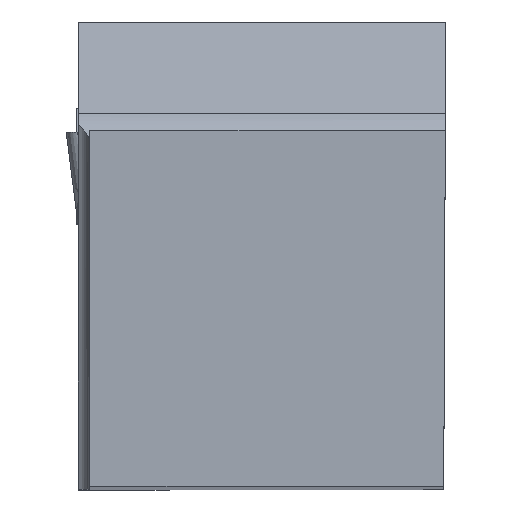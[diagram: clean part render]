
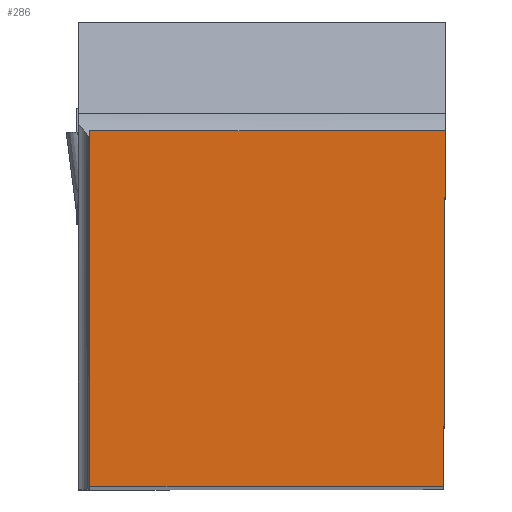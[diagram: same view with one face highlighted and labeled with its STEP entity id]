
A CAD part, top view. The second image highlights one B-rep face of the part: STEP entity #286.
In plain terms, the highlighted planar face has unit normal (0, 0, 1).
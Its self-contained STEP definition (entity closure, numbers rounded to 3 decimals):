
#286=ADVANCED_FACE('CU_BACK_SU1',(#472),#398,.F.);
#398=PLANE('',#2553);
#472=FACE_OUTER_BOUND('',#589,.T.);
#589=EDGE_LOOP('',(#877,#878,#879,#880));
#877=ORIENTED_EDGE('',*,*,#1662,.T.);
#878=ORIENTED_EDGE('',*,*,#1675,.T.);
#879=ORIENTED_EDGE('',*,*,#1678,.T.);
#880=ORIENTED_EDGE('',*,*,#1723,.F.);
#1429=VERTEX_POINT('',#3234);
#1430=VERTEX_POINT('',#3236);
#1438=VERTEX_POINT('',#3257);
#1440=VERTEX_POINT('',#3263);
#1662=EDGE_CURVE('',#1430,#1429,#1997,.T.);
#1675=EDGE_CURVE('',#1429,#1438,#2006,.T.);
#1678=EDGE_CURVE('',#1438,#1440,#2009,.T.);
#1723=EDGE_CURVE('',#1430,#1440,#2044,.T.);
#1997=LINE('',#3235,#2230);
#2006=LINE('',#3258,#2239);
#2009=LINE('',#3264,#2242);
#2044=LINE('',#3389,#2277);
#2230=VECTOR('',#2705,1.);
#2239=VECTOR('',#2724,1.);
#2242=VECTOR('',#2729,1.);
#2277=VECTOR('',#2810,1.);
#2553=AXIS2_PLACEMENT_3D('',#3390,#2811,#2812);
#2705=DIRECTION('',(1.,0.,0.));
#2724=DIRECTION('',(0.004,1.,0.));
#2729=DIRECTION('',(-1.,0.,0.));
#2810=DIRECTION('',(0.,1.,0.));
#2811=DIRECTION('',(0.,0.,-1.));
#2812=DIRECTION('',(0.,-1.,0.));
#3234=CARTESIAN_POINT('',(-0.109,0.,0.));
#3235=CARTESIAN_POINT('',(23.244,0.,0.));
#3236=CARTESIAN_POINT('',(-24.875,0.,0.));
#3257=CARTESIAN_POINT('',(0.,24.875,0.));
#3258=CARTESIAN_POINT('',(0.088,44.976,0.));
#3263=CARTESIAN_POINT('',(-24.875,24.875,0.));
#3264=CARTESIAN_POINT('',(23.244,24.875,0.));
#3389=CARTESIAN_POINT('',(-24.875,44.875,0.));
#3390=CARTESIAN_POINT('',(23.244,44.875,0.));
